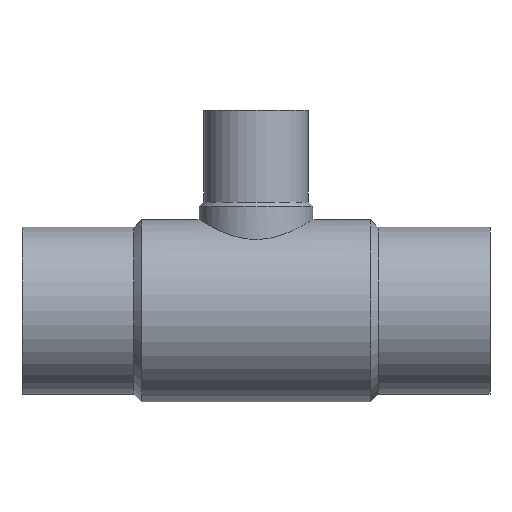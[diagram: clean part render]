
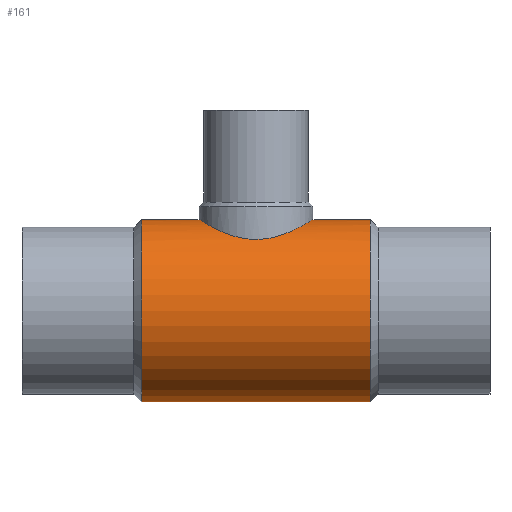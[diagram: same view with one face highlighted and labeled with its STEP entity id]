
A CAD part, top view. The second image highlights one B-rep face of the part: STEP entity #161.
In plain terms, the highlighted cylindrical face has radius 109.1 mm (diameter 218.2 mm), a partial arc.
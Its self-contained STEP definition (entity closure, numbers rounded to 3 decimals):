
#135 = VERTEX_POINT( '', #362 );
#151 = EDGE_CURVE( '', #235, #229, #381, .T. );
#161 = ADVANCED_FACE( '', ( #391 ), #392, .T. );
#199 = EDGE_CURVE( '', #229, #327, #435, .T. );
#203 = VERTEX_POINT( '', #439 );
#205 = EDGE_CURVE( '', #243, #135, #441, .T. );
#229 = VERTEX_POINT( '', #470 );
#235 = VERTEX_POINT( '', #476 );
#243 = VERTEX_POINT( '', #484 );
#271 = EDGE_CURVE( '', #203, #135, #515, .T. );
#305 = EDGE_CURVE( '', #327, #243, #555, .T. );
#313 = EDGE_CURVE( '', #203, #235, #563, .T. );
#327 = VERTEX_POINT( '', #578 );
#362 = CARTESIAN_POINT( '', ( -416.9, 109.1, 0. ) );
#381 = CIRCLE( '', #630, 109.1 );
#391 = FACE_OUTER_BOUND( '', #643, .T. );
#392 = CYLINDRICAL_SURFACE( '', #644, 109.1 );
#435 = LINE( '', #767, #768 );
#439 = CARTESIAN_POINT( '', ( -416.9, -109.1, 0. ) );
#441 = LINE( '', #776, #777 );
#470 = CARTESIAN_POINT( '', ( -143.1, 109.1, 0. ) );
#476 = CARTESIAN_POINT( '', ( -143.1, -109.1, 0. ) );
#484 = CARTESIAN_POINT( '', ( -348.2, 109.1, 0. ) );
#515 = CIRCLE( '', #907, 109.1 );
#555 = B_SPLINE_CURVE_WITH_KNOTS( '', 3, ( #1055, #1056, #1057, #1058, #1059, #1060, #1061, #1062, #1063, #1064, #1065, #1066, #1067, #1068, #1069, #1070, #1071, #1072, #1073, #1074, #1075, #1076, #1077, #1078, #1079, #1080, #1081, #1082, #1083, #1084, #1085, #1086, #1087, #1088, #1089, #1090, #1091, #1092, #1093, #1094, #1095, #1096, #1097, #1098, #1099, #1100, #1101, #1102, #1103, #1104, #1105, #1106, #1107, #1108, #1109, #1110, #1111, #1112, #1113, #1114, #1115, #1116, #1117, #1118, #1119, #1120 ), .UNSPECIFIED., .F., .F., ( 4, 2, 2, 2, 2, 2, 2, 2, 2, 2, 2, 2, 2, 2, 2, 2, 2, 2, 2, 2, 2, 2, 2, 2, 2, 2, 2, 2, 2, 2, 2, 2, 4 ), ( 106.369, 112.991, 119.612, 126.234, 132.856, 139.477, 146.099, 152.721, 159.342, 166.017, 172.691, 179.366, 186.04, 192.714, 199.389, 206.063, 212.738, 219.412, 226.087, 232.761, 239.436, 246.11, 252.785, 259.459, 266.133, 272.755, 279.377, 285.998, 292.62, 299.242, 305.863, 312.485, 319.107 ), .UNSPECIFIED. );
#563 = LINE( '', #1131, #1132 );
#578 = CARTESIAN_POINT( '', ( -211.8, 109.1, 0. ) );
#630 = AXIS2_PLACEMENT_3D( '', #1217, #1218, #1219 );
#643 = EDGE_LOOP( '', ( #1225, #1226, #1227, #1228, #1229, #1230 ) );
#644 = AXIS2_PLACEMENT_3D( '', #1231, #1232, #1233 );
#767 = CARTESIAN_POINT( '', ( -280., 109.1, 0. ) );
#768 = VECTOR( '', #1287, 1. );
#776 = CARTESIAN_POINT( '', ( -280., 109.1, 0. ) );
#777 = VECTOR( '', #1291, 1. );
#907 = AXIS2_PLACEMENT_3D( '', #1374, #1375, #1376 );
#1055 = CARTESIAN_POINT( '', ( -211.8, 109.1, 0. ) );
#1056 = CARTESIAN_POINT( '', ( -211.8, 109.1, 2.207 ) );
#1057 = CARTESIAN_POINT( '', ( -211.908, 109.033, 4.443 ) );
#1058 = CARTESIAN_POINT( '', ( -212.349, 108.757, 8.925 ) );
#1059 = CARTESIAN_POINT( '', ( -212.683, 108.55, 11.172 ) );
#1060 = CARTESIAN_POINT( '', ( -213.578, 107.997, 15.636 ) );
#1061 = CARTESIAN_POINT( '', ( -214.138, 107.652, 17.852 ) );
#1062 = CARTESIAN_POINT( '', ( -215.479, 106.837, 22.215 ) );
#1063 = CARTESIAN_POINT( '', ( -216.259, 106.367, 24.361 ) );
#1064 = CARTESIAN_POINT( '', ( -218.02, 105.321, 28.546 ) );
#1065 = CARTESIAN_POINT( '', ( -219.003, 104.745, 30.588 ) );
#1066 = CARTESIAN_POINT( '', ( -221.15, 103.509, 34.54 ) );
#1067 = CARTESIAN_POINT( '', ( -222.314, 102.85, 36.449 ) );
#1068 = CARTESIAN_POINT( '', ( -224.796, 101.479, 40.108 ) );
#1069 = CARTESIAN_POINT( '', ( -226.113, 100.767, 41.858 ) );
#1070 = CARTESIAN_POINT( '', ( -228.866, 99.322, 45.18 ) );
#1071 = CARTESIAN_POINT( '', ( -230.301, 98.589, 46.751 ) );
#1072 = CARTESIAN_POINT( '', ( -233.261, 97.131, 49.71 ) );
#1073 = CARTESIAN_POINT( '', ( -234.841, 96.378, 51.153 ) );
#1074 = CARTESIAN_POINT( '', ( -238.174, 94.862, 53.912 ) );
#1075 = CARTESIAN_POINT( '', ( -239.927, 94.099, 55.229 ) );
#1076 = CARTESIAN_POINT( '', ( -243.585, 92.6, 57.707 ) );
#1077 = CARTESIAN_POINT( '', ( -245.49, 91.865, 58.867 ) );
#1078 = CARTESIAN_POINT( '', ( -249.429, 90.459, 61.006 ) );
#1079 = CARTESIAN_POINT( '', ( -251.463, 89.789, 61.984 ) );
#1080 = CARTESIAN_POINT( '', ( -255.631, 88.552, 63.738 ) );
#1081 = CARTESIAN_POINT( '', ( -257.769, 87.985, 64.515 ) );
#1082 = CARTESIAN_POINT( '', ( -262.116, 86.988, 65.853 ) );
#1083 = CARTESIAN_POINT( '', ( -264.327, 86.559, 66.414 ) );
#1084 = CARTESIAN_POINT( '', ( -268.785, 85.863, 67.31 ) );
#1085 = CARTESIAN_POINT( '', ( -271.033, 85.598, 67.646 ) );
#1086 = CARTESIAN_POINT( '', ( -275.528, 85.244, 68.091 ) );
#1087 = CARTESIAN_POINT( '', ( -277.775, 85.156, 68.2 ) );
#1088 = CARTESIAN_POINT( '', ( -282.225, 85.156, 68.2 ) );
#1089 = CARTESIAN_POINT( '', ( -284.472, 85.244, 68.091 ) );
#1090 = CARTESIAN_POINT( '', ( -288.967, 85.598, 67.646 ) );
#1091 = CARTESIAN_POINT( '', ( -291.215, 85.863, 67.31 ) );
#1092 = CARTESIAN_POINT( '', ( -295.673, 86.559, 66.414 ) );
#1093 = CARTESIAN_POINT( '', ( -297.884, 86.988, 65.853 ) );
#1094 = CARTESIAN_POINT( '', ( -302.231, 87.985, 64.515 ) );
#1095 = CARTESIAN_POINT( '', ( -304.369, 88.552, 63.738 ) );
#1096 = CARTESIAN_POINT( '', ( -308.537, 89.789, 61.984 ) );
#1097 = CARTESIAN_POINT( '', ( -310.571, 90.459, 61.006 ) );
#1098 = CARTESIAN_POINT( '', ( -314.51, 91.865, 58.867 ) );
#1099 = CARTESIAN_POINT( '', ( -316.415, 92.6, 57.707 ) );
#1100 = CARTESIAN_POINT( '', ( -320.073, 94.099, 55.229 ) );
#1101 = CARTESIAN_POINT( '', ( -321.826, 94.862, 53.912 ) );
#1102 = CARTESIAN_POINT( '', ( -325.159, 96.378, 51.153 ) );
#1103 = CARTESIAN_POINT( '', ( -326.739, 97.131, 49.71 ) );
#1104 = CARTESIAN_POINT( '', ( -329.699, 98.589, 46.751 ) );
#1105 = CARTESIAN_POINT( '', ( -331.134, 99.322, 45.18 ) );
#1106 = CARTESIAN_POINT( '', ( -333.887, 100.767, 41.858 ) );
#1107 = CARTESIAN_POINT( '', ( -335.204, 101.479, 40.108 ) );
#1108 = CARTESIAN_POINT( '', ( -337.686, 102.85, 36.449 ) );
#1109 = CARTESIAN_POINT( '', ( -338.85, 103.509, 34.54 ) );
#1110 = CARTESIAN_POINT( '', ( -340.997, 104.745, 30.588 ) );
#1111 = CARTESIAN_POINT( '', ( -341.98, 105.321, 28.546 ) );
#1112 = CARTESIAN_POINT( '', ( -343.741, 106.367, 24.361 ) );
#1113 = CARTESIAN_POINT( '', ( -344.521, 106.837, 22.215 ) );
#1114 = CARTESIAN_POINT( '', ( -345.862, 107.652, 17.852 ) );
#1115 = CARTESIAN_POINT( '', ( -346.422, 107.997, 15.636 ) );
#1116 = CARTESIAN_POINT( '', ( -347.317, 108.55, 11.172 ) );
#1117 = CARTESIAN_POINT( '', ( -347.651, 108.757, 8.925 ) );
#1118 = CARTESIAN_POINT( '', ( -348.092, 109.033, 4.443 ) );
#1119 = CARTESIAN_POINT( '', ( -348.2, 109.1, 2.207 ) );
#1120 = CARTESIAN_POINT( '', ( -348.2, 109.1, 0. ) );
#1131 = CARTESIAN_POINT( '', ( -280., -109.1, 0. ) );
#1132 = VECTOR( '', #1429, 1. );
#1217 = CARTESIAN_POINT( '', ( -143.1, 0., 0. ) );
#1218 = DIRECTION( '', ( -1., 0., 0. ) );
#1219 = DIRECTION( '', ( 0., 1., 0. ) );
#1225 = ORIENTED_EDGE( '', *, *, #199, .T. );
#1226 = ORIENTED_EDGE( '', *, *, #305, .T. );
#1227 = ORIENTED_EDGE( '', *, *, #205, .T. );
#1228 = ORIENTED_EDGE( '', *, *, #271, .F. );
#1229 = ORIENTED_EDGE( '', *, *, #313, .T. );
#1230 = ORIENTED_EDGE( '', *, *, #151, .T. );
#1231 = CARTESIAN_POINT( '', ( -280., 0., 0. ) );
#1232 = DIRECTION( '', ( 1., 0., 0. ) );
#1233 = DIRECTION( '', ( 0., 1., 0. ) );
#1287 = DIRECTION( '', ( -1., 0., 0. ) );
#1291 = DIRECTION( '', ( -1., 0., 0. ) );
#1374 = CARTESIAN_POINT( '', ( -416.9, 0., 0. ) );
#1375 = DIRECTION( '', ( -1., 0., 0. ) );
#1376 = DIRECTION( '', ( 0., 1., 0. ) );
#1429 = DIRECTION( '', ( 1., 0., 0. ) );
